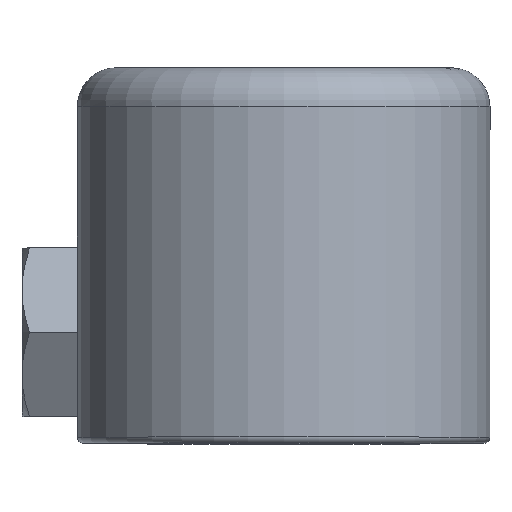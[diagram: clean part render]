
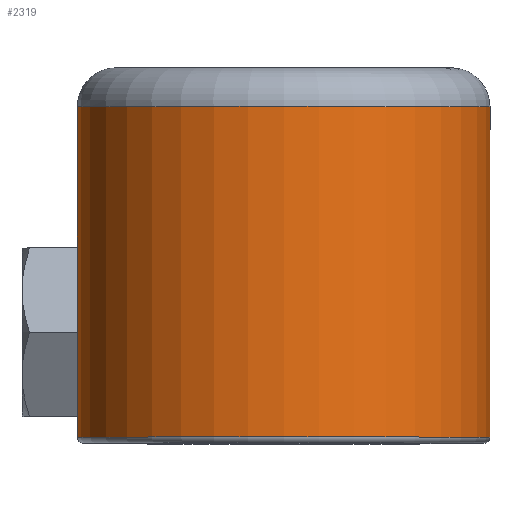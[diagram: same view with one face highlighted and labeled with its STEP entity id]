
A CAD part, top view. The second image highlights one B-rep face of the part: STEP entity #2319.
In plain terms, the highlighted cylindrical face has radius 17.45 mm (diameter 34.9 mm), a partial arc.
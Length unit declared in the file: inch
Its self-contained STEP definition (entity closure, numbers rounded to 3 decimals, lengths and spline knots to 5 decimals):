
#887=CARTESIAN_POINT('',(0.,0.02,0.));
#888=DIRECTION('',(0.,-1.,0.));
#889=DIRECTION('',(0.987,0.,-0.159));
#890=AXIS2_PLACEMENT_3D('',#887,#888,#889);
#903=DIRECTION('',(0.,1.,0.));
#904=VECTOR('',#903,1.1);
#905=CARTESIAN_POINT('',(-0.67832,0.02,-0.10889));
#906=LINE('',#905,#904);
#958=CARTESIAN_POINT('',(0.,1.12,0.));
#959=DIRECTION('',(0.,1.,0.));
#960=DIRECTION('',(-0.987,0.,-0.159));
#961=AXIS2_PLACEMENT_3D('',#958,#959,#960);
#1217=DIRECTION('',(0.,1.,0.));
#1218=VECTOR('',#1217,1.1);
#1219=CARTESIAN_POINT('',(0.67832,0.02,-0.10889));
#1220=LINE('',#1219,#1218);
#1757=CARTESIAN_POINT('',(-0.67832,1.12,-0.10889));
#1758=CARTESIAN_POINT('',(0.67832,1.12,-0.10889));
#1759=VERTEX_POINT('',#1757);
#1760=VERTEX_POINT('',#1758);
#1781=CARTESIAN_POINT('',(-0.67832,0.02,-0.10889));
#1782=VERTEX_POINT('',#1781);
#1785=CARTESIAN_POINT('',(0.67832,0.02,-0.10889));
#1786=VERTEX_POINT('',#1785);
#2306=CARTESIAN_POINT('',(0.,0.,0.));
#2307=DIRECTION('',(0.,1.,0.));
#2308=DIRECTION('',(-1.,0.,0.));
#2309=AXIS2_PLACEMENT_3D('',#2306,#2307,#2308);
#2310=CYLINDRICAL_SURFACE('',#2309,0.687);
#2311=ORIENTED_EDGE('',*,*,#2300,.T.);
#2312=ORIENTED_EDGE('',*,*,#2198,.T.);
#2314=ORIENTED_EDGE('',*,*,#2313,.T.);
#2316=ORIENTED_EDGE('',*,*,#2315,.F.);
#2317=EDGE_LOOP('',(#2311,#2312,#2314,#2316));
#2318=FACE_OUTER_BOUND('',#2317,.F.);
#2319=ADVANCED_FACE('',(#2318),#2310,.T.);
#891=CIRCLE('',#890,0.687);
#962=CIRCLE('',#961,0.687);
#2198=EDGE_CURVE('',#1782,#1759,#906,.T.);
#2300=EDGE_CURVE('',#1786,#1782,#891,.T.);
#2313=EDGE_CURVE('',#1759,#1760,#962,.T.);
#2315=EDGE_CURVE('',#1786,#1760,#1220,.T.);
